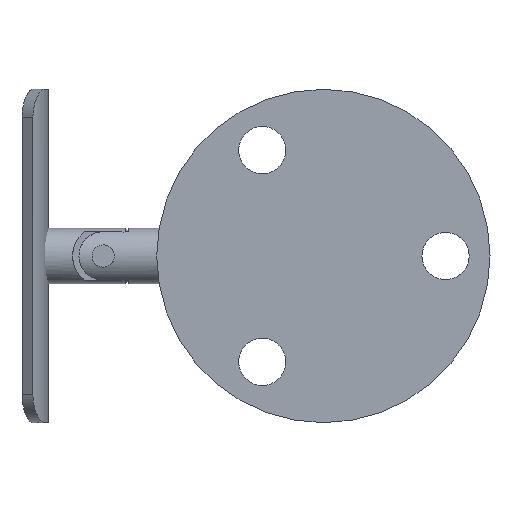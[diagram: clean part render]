
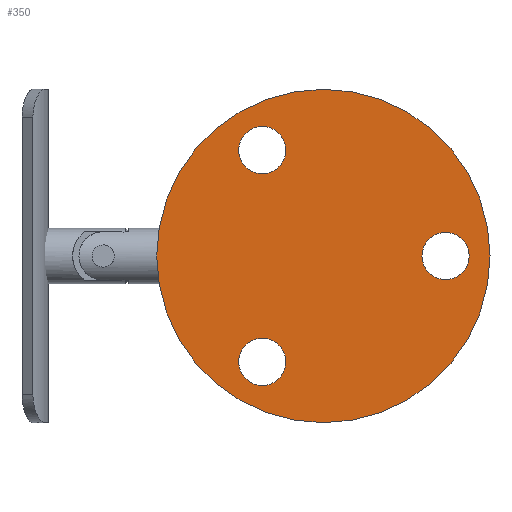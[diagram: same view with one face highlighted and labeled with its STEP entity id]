
A CAD part, left-side view. The second image highlights one B-rep face of the part: STEP entity #350.
In plain terms, the highlighted planar face has unit normal (-1, 0, 0).
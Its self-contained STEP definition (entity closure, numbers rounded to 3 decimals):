
#48 = VERTEX_POINT ( 'NONE', #1853 ) ;
#126 = CARTESIAN_POINT ( 'NONE',  ( 0., 11., 19.053 ) ) ;
#161 = CARTESIAN_POINT ( 'NONE',  ( 0., 0., 0. ) ) ;
#164 = ORIENTED_EDGE ( 'NONE', *, *, #677, .T. ) ;
#205 = CIRCLE ( 'NONE', #427, 4.25 ) ;
#223 = VERTEX_POINT ( 'NONE', #1247 ) ;
#228 = FACE_BOUND ( 'NONE', #1228, .T. ) ;
#246 = EDGE_CURVE ( 'NONE', #501, #48, #456, .T. ) ;
#261 = ORIENTED_EDGE ( 'NONE', *, *, #468, .T. ) ;
#286 = EDGE_LOOP ( 'NONE', ( #164, #1289 ) ) ;
#296 = VERTEX_POINT ( 'NONE', #1281 ) ;
#350 = ADVANCED_FACE ( 'NONE', ( #228, #1626, #1120, #1108 ), #1317, .F. ) ;
#395 = CARTESIAN_POINT ( 'NONE',  ( 0., 11., -19.053 ) ) ;
#409 = CARTESIAN_POINT ( 'NONE',  ( 0., -22., -4.25 ) ) ;
#417 = AXIS2_PLACEMENT_3D ( 'NONE', #1654, #2023, #1493 ) ;
#427 = AXIS2_PLACEMENT_3D ( 'NONE', #126, #1759, #1207 ) ;
#456 = CIRCLE ( 'NONE', #1848, 30. ) ;
#468 = EDGE_CURVE ( 'NONE', #854, #518, #1474, .T. ) ;
#501 = VERTEX_POINT ( 'NONE', #1490 ) ;
#518 = VERTEX_POINT ( 'NONE', #2082 ) ;
#534 = CARTESIAN_POINT ( 'NONE',  ( 0., 11., 23.303 ) ) ;
#570 = AXIS2_PLACEMENT_3D ( 'NONE', #802, #1678, #1515 ) ;
#597 = DIRECTION ( 'NONE',  ( 1., 0., 0. ) ) ;
#608 = ORIENTED_EDGE ( 'NONE', *, *, #1447, .T. ) ;
#677 = EDGE_CURVE ( 'NONE', #1356, #806, #205, .T. ) ;
#691 = EDGE_CURVE ( 'NONE', #518, #854, #1261, .T. ) ;
#697 = CARTESIAN_POINT ( 'NONE',  ( 0., -22., 0. ) ) ;
#708 = ORIENTED_EDGE ( 'NONE', *, *, #691, .T. ) ;
#802 = CARTESIAN_POINT ( 'NONE',  ( 0., -22., 0. ) ) ;
#806 = VERTEX_POINT ( 'NONE', #534 ) ;
#838 = AXIS2_PLACEMENT_3D ( 'NONE', #697, #2284, #2305 ) ;
#854 = VERTEX_POINT ( 'NONE', #409 ) ;
#933 = AXIS2_PLACEMENT_3D ( 'NONE', #395, #1263, #2337 ) ;
#979 = ORIENTED_EDGE ( 'NONE', *, *, #2287, .T. ) ;
#1108 = FACE_OUTER_BOUND ( 'NONE', #1410, .T. ) ;
#1115 = CIRCLE ( 'NONE', #1792, 30. ) ;
#1120 = FACE_BOUND ( 'NONE', #2016, .T. ) ;
#1128 = CIRCLE ( 'NONE', #933, 4.25 ) ;
#1207 = DIRECTION ( 'NONE',  ( 0., 0., -1. ) ) ;
#1228 = EDGE_LOOP ( 'NONE', ( #608, #979 ) ) ;
#1233 = DIRECTION ( 'NONE',  ( 1., 0., 0. ) ) ;
#1247 = CARTESIAN_POINT ( 'NONE',  ( 0., 11., -14.803 ) ) ;
#1261 = CIRCLE ( 'NONE', #838, 4.25 ) ;
#1263 = DIRECTION ( 'NONE',  ( 1., 0., 0. ) ) ;
#1281 = CARTESIAN_POINT ( 'NONE',  ( 0., 11., -23.303 ) ) ;
#1289 = ORIENTED_EDGE ( 'NONE', *, *, #2120, .T. ) ;
#1317 = PLANE ( 'NONE',  #417 ) ;
#1356 = VERTEX_POINT ( 'NONE', #1679 ) ;
#1383 = DIRECTION ( 'NONE',  ( 1., 0., 0. ) ) ;
#1410 = EDGE_LOOP ( 'NONE', ( #1556, #2257 ) ) ;
#1431 = EDGE_CURVE ( 'NONE', #48, #501, #1115, .T. ) ;
#1434 = DIRECTION ( 'NONE',  ( 0., 0., -1. ) ) ;
#1447 = EDGE_CURVE ( 'NONE', #296, #223, #1939, .T. ) ;
#1474 = CIRCLE ( 'NONE', #570, 4.25 ) ;
#1478 = DIRECTION ( 'NONE',  ( 1., 0., 0. ) ) ;
#1490 = CARTESIAN_POINT ( 'NONE',  ( 0., 0., -30. ) ) ;
#1493 = DIRECTION ( 'NONE',  ( 0., 0., -1. ) ) ;
#1505 = CIRCLE ( 'NONE', #2029, 4.25 ) ;
#1515 = DIRECTION ( 'NONE',  ( 0., 0., -1. ) ) ;
#1556 = ORIENTED_EDGE ( 'NONE', *, *, #1431, .F. ) ;
#1626 = FACE_BOUND ( 'NONE', #286, .T. ) ;
#1652 = CARTESIAN_POINT ( 'NONE',  ( 0., 0., 0. ) ) ;
#1654 = CARTESIAN_POINT ( 'NONE',  ( 0., 0., 0. ) ) ;
#1678 = DIRECTION ( 'NONE',  ( 1., 0., 0. ) ) ;
#1679 = CARTESIAN_POINT ( 'NONE',  ( 0., 11., 14.803 ) ) ;
#1716 = AXIS2_PLACEMENT_3D ( 'NONE', #2294, #1383, #1750 ) ;
#1750 = DIRECTION ( 'NONE',  ( 0., 0., -1. ) ) ;
#1759 = DIRECTION ( 'NONE',  ( 1., 0., 0. ) ) ;
#1792 = AXIS2_PLACEMENT_3D ( 'NONE', #1652, #1478, #2200 ) ;
#1848 = AXIS2_PLACEMENT_3D ( 'NONE', #161, #1233, #1434 ) ;
#1849 = DIRECTION ( 'NONE',  ( 0., 0., -1. ) ) ;
#1853 = CARTESIAN_POINT ( 'NONE',  ( 0., 0., 30. ) ) ;
#1939 = CIRCLE ( 'NONE', #1716, 4.25 ) ;
#2016 = EDGE_LOOP ( 'NONE', ( #261, #708 ) ) ;
#2023 = DIRECTION ( 'NONE',  ( 1., 0., 0. ) ) ;
#2029 = AXIS2_PLACEMENT_3D ( 'NONE', #2227, #597, #1849 ) ;
#2082 = CARTESIAN_POINT ( 'NONE',  ( 0., -22., 4.25 ) ) ;
#2120 = EDGE_CURVE ( 'NONE', #806, #1356, #1505, .T. ) ;
#2200 = DIRECTION ( 'NONE',  ( 0., 0., -1. ) ) ;
#2227 = CARTESIAN_POINT ( 'NONE',  ( 0., 11., 19.053 ) ) ;
#2257 = ORIENTED_EDGE ( 'NONE', *, *, #246, .F. ) ;
#2284 = DIRECTION ( 'NONE',  ( 1., 0., 0. ) ) ;
#2287 = EDGE_CURVE ( 'NONE', #223, #296, #1128, .T. ) ;
#2294 = CARTESIAN_POINT ( 'NONE',  ( 0., 11., -19.053 ) ) ;
#2305 = DIRECTION ( 'NONE',  ( 0., 0., -1. ) ) ;
#2337 = DIRECTION ( 'NONE',  ( 0., 0., -1. ) ) ;
